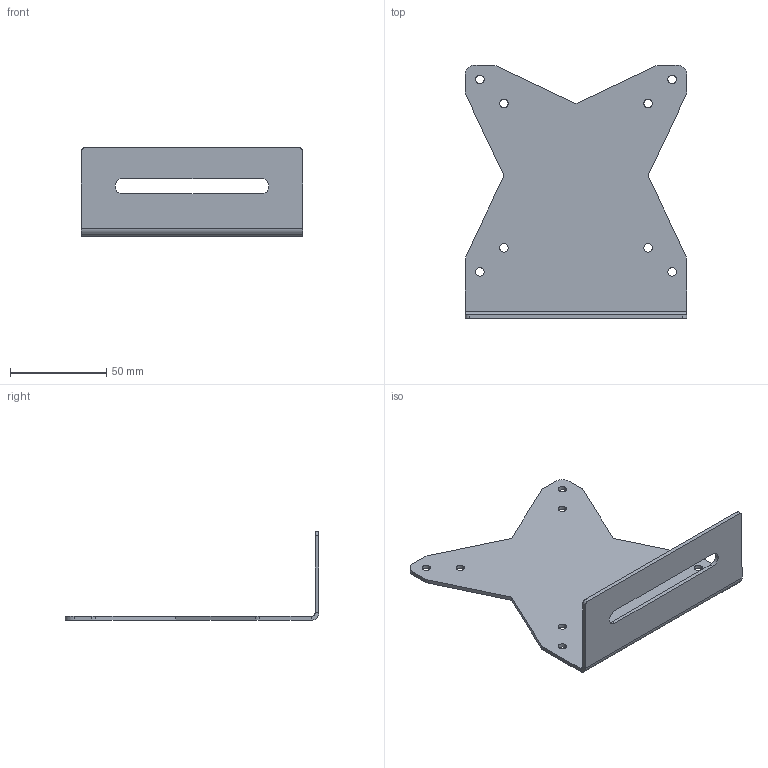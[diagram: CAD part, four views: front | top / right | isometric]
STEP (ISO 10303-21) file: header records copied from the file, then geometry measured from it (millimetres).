
FILE_DESCRIPTION (( 'STEP AP214' ), '1' );
FILE_NAME ('Ñáîðêà1.STEP', '2025-05-16T08:05:21', ( '' ), ( '' ), 'SwSTEP 2.0', 'SolidWorks 2025', '' );
FILE_SCHEMA (( 'AUTOMOTIVE_DESIGN' ));
Length unit declared in the file: millimetre
Products named in the file (2): Сборка1; B783 Кронштейн под монитор_00
Assembly tree (1 placements, depth 2):
  Сборка1
    B783 Кронштейн под монитор_00
Bounding box: 115 x 132 x 46 mm (x, y, z)
Volume: 33533.4 mm3; surface area: 35298.2 mm2
Topology: 1 solids, 1 shells, 53 faces, 145 edges, 94 vertices
Faces by surface type: cylinder 30, plane 23
Entity records: 1797 total; most frequent: DIRECTION 319, CARTESIAN_POINT 296, ORIENTED_EDGE 290, EDGE_CURVE 145, AXIS2_PLACEMENT_3D 117, VERTEX_POINT 94, LINE 85, VECTOR 85
